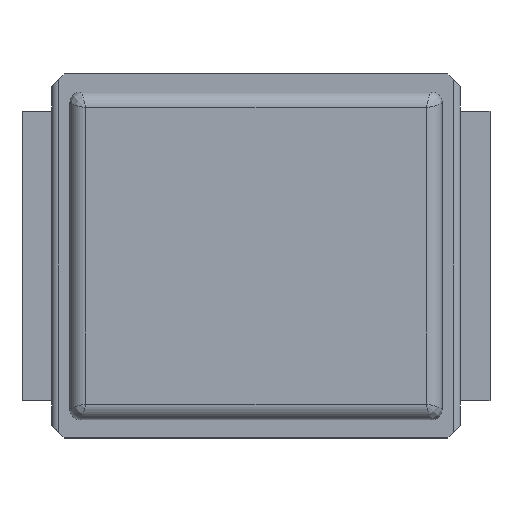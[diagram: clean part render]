
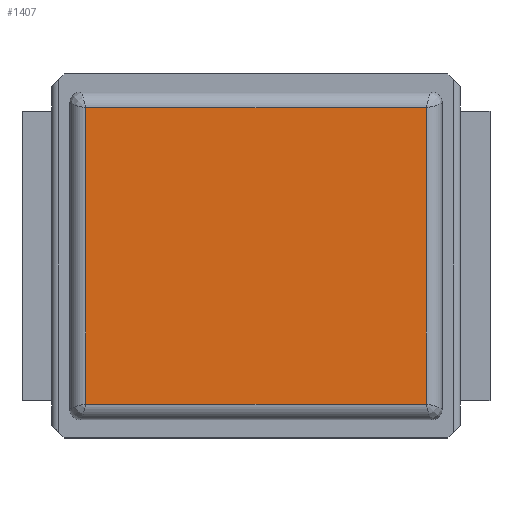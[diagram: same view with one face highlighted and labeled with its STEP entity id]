
A CAD part, top view. The second image highlights one B-rep face of the part: STEP entity #1407.
In plain terms, the highlighted planar face has unit normal (0, 0, 1).
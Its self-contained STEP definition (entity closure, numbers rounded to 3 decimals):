
#13=DIRECTION('',(0.,0.,1.));
#66=VECTOR('',#67,1.);
#67=DIRECTION('',(0.,1.,0.));
#81=DIRECTION('',(1.,0.,0.));
#120=VECTOR('',#81,1.);
#631=VECTOR('',#632,1.);
#632=DIRECTION('',(-0.,-1.,-0.));
#729=VECTOR('',#730,1.);
#730=DIRECTION('',(-1.,-0.,-0.));
#932=VERTEX_POINT('',#933);
#933=CARTESIAN_POINT('',(2.294,1.994,0.65));
#943=VERTEX_POINT('',#944);
#944=CARTESIAN_POINT('',(2.294,-1.994,0.65));
#950=ORIENTED_EDGE('',*,*,#951,.F.);
#951=EDGE_CURVE('',#932,#943,#952,.T.);
#952=LINE('',#953,#631);
#953=CARTESIAN_POINT('',(2.294,2.068,0.65));
#1010=VERTEX_POINT('',#1011);
#1011=CARTESIAN_POINT('',(-2.294,1.994,0.65));
#1017=ORIENTED_EDGE('',*,*,#1018,.F.);
#1018=EDGE_CURVE('',#1010,#932,#1019,.T.);
#1019=LINE('',#1020,#120);
#1020=CARTESIAN_POINT('',(-2.368,1.994,0.65));
#1082=VERTEX_POINT('',#1083);
#1083=CARTESIAN_POINT('',(-2.294,-1.994,0.65));
#1092=ORIENTED_EDGE('',*,*,#1093,.F.);
#1093=EDGE_CURVE('',#1082,#1010,#1094,.T.);
#1094=LINE('',#1095,#66);
#1095=CARTESIAN_POINT('',(-2.294,-2.068,0.65));
#1160=ORIENTED_EDGE('',*,*,#1161,.F.);
#1161=EDGE_CURVE('',#943,#1082,#1162,.T.);
#1162=LINE('',#1163,#729);
#1163=CARTESIAN_POINT('',(2.368,-1.994,0.65));
#1407=ADVANCED_FACE('',(#1408),#1410,.T.);
#1408=FACE_BOUND('',#1409,.T.);
#1409=EDGE_LOOP('',(#1017,#1092,#1160,#950));
#1410=PLANE('',#1411);
#1411=AXIS2_PLACEMENT_3D('',#1412,#13,#81);
#1412=CARTESIAN_POINT('',(-2.505,-2.205,0.65));
